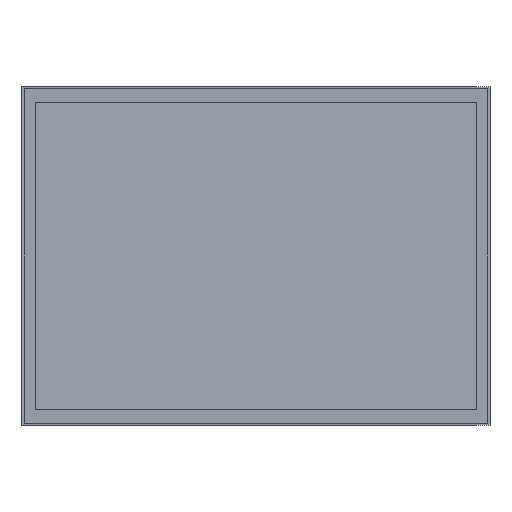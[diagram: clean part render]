
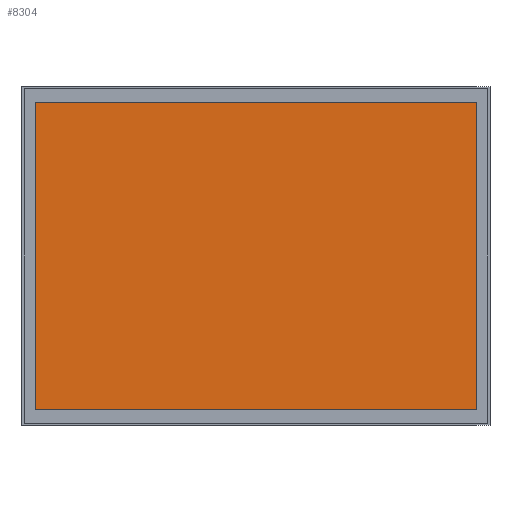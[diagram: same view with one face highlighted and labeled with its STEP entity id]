
A CAD part, front view. The second image highlights one B-rep face of the part: STEP entity #8304.
In plain terms, the highlighted planar face has unit normal (0, -1, 0).
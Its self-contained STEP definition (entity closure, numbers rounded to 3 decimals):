
#8189=DIRECTION('',(0.,0.,1.));
#8190=VECTOR('',#8189,500.);
#8191=CARTESIAN_POINT('',(-347.,-16.,-250.));
#8192=LINE('',#8191,#8190);
#8193=DIRECTION('',(1.,0.,0.));
#8194=VECTOR('',#8193,694.);
#8195=CARTESIAN_POINT('',(-347.,-16.,250.));
#8196=LINE('',#8195,#8194);
#8197=DIRECTION('',(0.,0.,-1.));
#8198=VECTOR('',#8197,500.);
#8199=CARTESIAN_POINT('',(347.,-16.,250.));
#8200=LINE('',#8199,#8198);
#8201=DIRECTION('',(-1.,0.,0.));
#8202=VECTOR('',#8201,694.);
#8203=CARTESIAN_POINT('',(347.,-16.,-250.));
#8204=LINE('',#8203,#8202);
#8213=CARTESIAN_POINT('',(-347.,-16.,-250.));
#8214=CARTESIAN_POINT('',(-347.,-16.,250.));
#8215=VERTEX_POINT('',#8213);
#8216=VERTEX_POINT('',#8214);
#8217=CARTESIAN_POINT('',(347.,-16.,250.));
#8218=VERTEX_POINT('',#8217);
#8219=CARTESIAN_POINT('',(347.,-16.,-250.));
#8220=VERTEX_POINT('',#8219);
#8293=CARTESIAN_POINT('',(0.,-16.,0.));
#8294=DIRECTION('',(0.,1.,0.));
#8295=DIRECTION('',(1.,0.,0.));
#8296=AXIS2_PLACEMENT_3D('',#8293,#8294,#8295);
#8297=PLANE('',#8296);
#8298=ORIENTED_EDGE('',*,*,#8245,.T.);
#8299=ORIENTED_EDGE('',*,*,#8260,.T.);
#8300=ORIENTED_EDGE('',*,*,#8274,.T.);
#8301=ORIENTED_EDGE('',*,*,#8287,.T.);
#8302=EDGE_LOOP('',(#8298,#8299,#8300,#8301));
#8303=FACE_OUTER_BOUND('',#8302,.F.);
#8304=ADVANCED_FACE('',(#8303),#8297,.F.);
#8245=EDGE_CURVE('',#8215,#8216,#8192,.T.);
#8260=EDGE_CURVE('',#8216,#8218,#8196,.T.);
#8274=EDGE_CURVE('',#8218,#8220,#8200,.T.);
#8287=EDGE_CURVE('',#8220,#8215,#8204,.T.);
